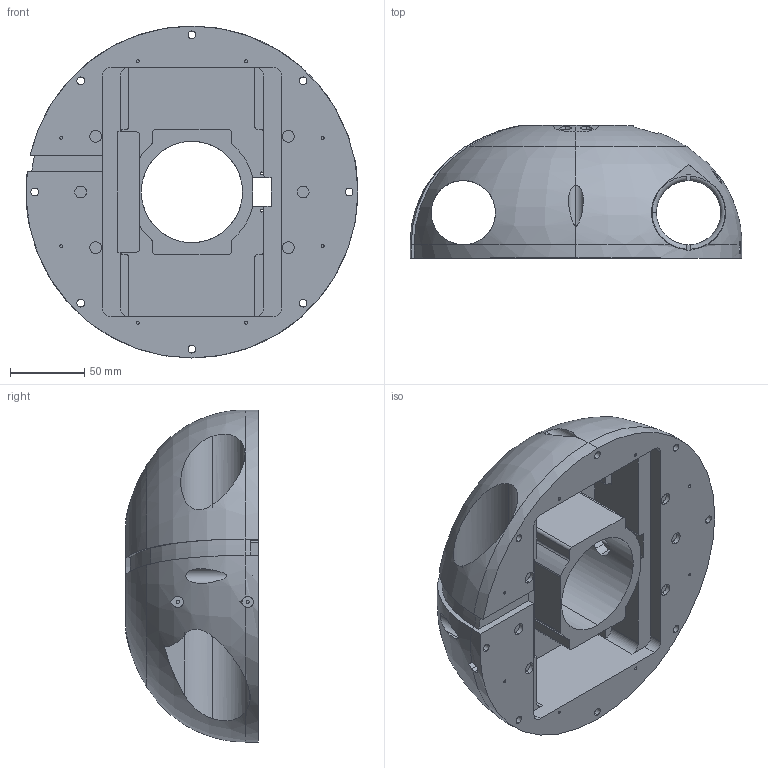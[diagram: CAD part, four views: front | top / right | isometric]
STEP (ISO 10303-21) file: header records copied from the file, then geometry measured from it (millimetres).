
FILE_DESCRIPTION (( 'STEP AP214' ), '1' );
FILE_NAME ('P-1004-P - HAT V2.STEP', '2025-04-08T04:30:32', ( '' ), ( '' ), 'SwSTEP 2.0', 'SolidWorks 2023', '' );
FILE_SCHEMA (( 'AUTOMOTIVE_DESIGN' ));
Length unit declared in the file: millimetre
Products named in the file (1): P-1004-P - HAT V2
Bounding box: 223.91 x 89.52 x 224 mm (x, y, z)
Volume: 1194494.8 mm3; surface area: 224292.6 mm2
Topology: 3 solids, 3 shells, 368 faces, 996 edges, 654 vertices
Faces by surface type: cylinder 183, plane 158, torus 22, bspline 3, cone 2
Entity records: 13957 total; most frequent: CARTESIAN_POINT 4467, ORIENTED_EDGE 1992, DIRECTION 1964, EDGE_CURVE 996, AXIS2_PLACEMENT_3D 737, VERTEX_POINT 654, VECTOR 490, LINE 490
